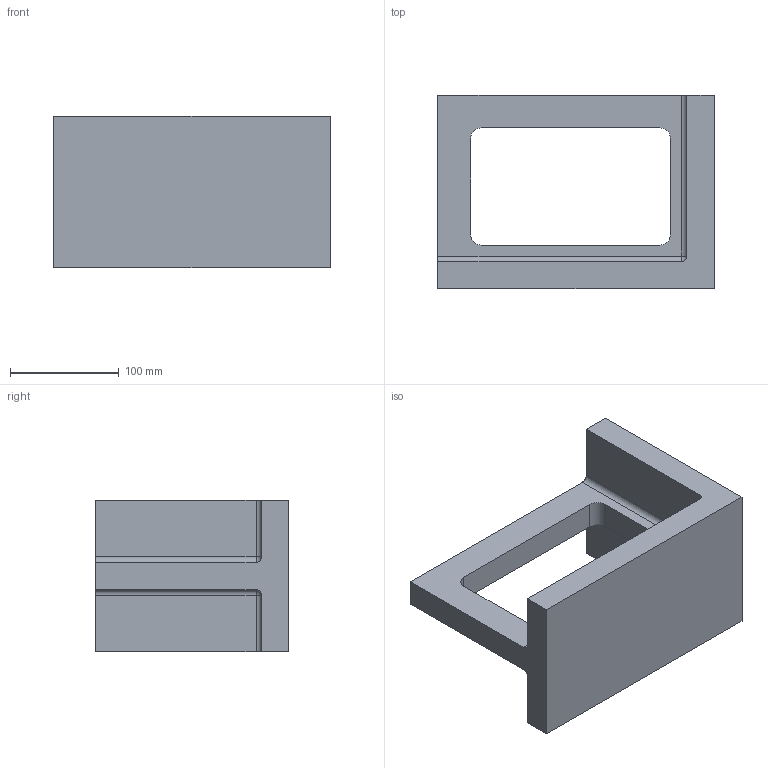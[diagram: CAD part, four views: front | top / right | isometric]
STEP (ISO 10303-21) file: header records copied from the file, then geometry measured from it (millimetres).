
FILE_DESCRIPTION (( 'STEP AP203' ), '1' );
FILE_NAME ('09-0588.STEP', '2024-02-26T10:06:32', ( '' ), ( '' ), 'SwSTEP 2.0', 'SolidWorks 2024', '' );
FILE_SCHEMA (( 'CONFIG_CONTROL_DESIGN' ));
Length unit declared in the file: millimetre
Products named in the file (1): 09-0588
Bounding box: 254 x 177.8 x 139.7 mm (x, y, z)
Volume: 1806465.3 mm3; surface area: 183769.7 mm2
Topology: 1 solids, 1 shells, 28 faces, 74 edges, 46 vertices
Faces by surface type: plane 16, cylinder 10, sphere 2
Entity records: 929 total; most frequent: DIRECTION 150, CARTESIAN_POINT 147, ORIENTED_EDGE 144, EDGE_CURVE 72, LINE 52, VECTOR 52, AXIS2_PLACEMENT_3D 49, VERTEX_POINT 46
